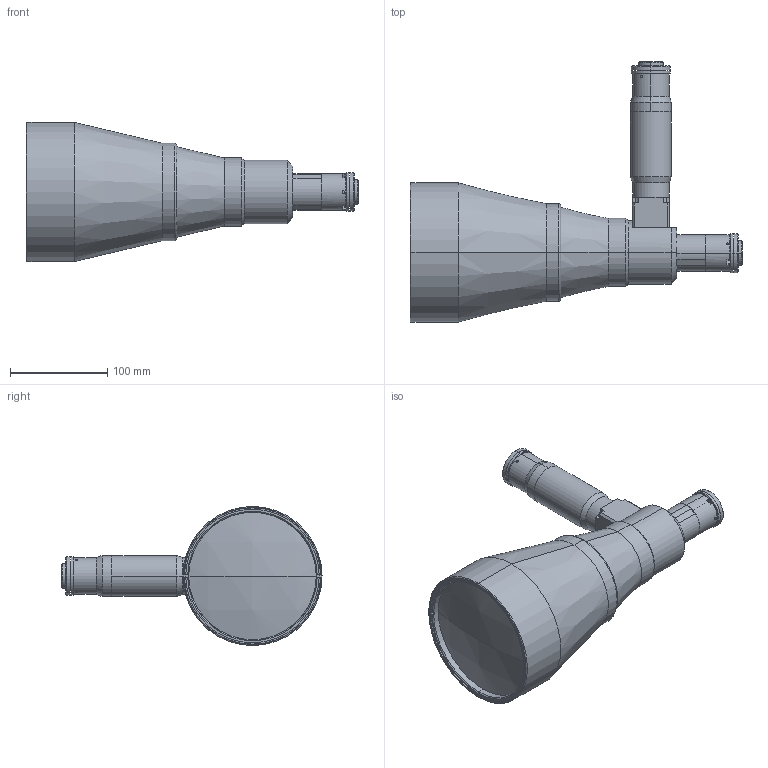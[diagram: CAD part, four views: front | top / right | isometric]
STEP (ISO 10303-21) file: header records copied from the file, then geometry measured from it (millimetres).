
FILE_DESCRIPTION (( 'STEP AP203' ), '1' );
FILE_NAME ('TCDP4X096.STEP', '2012-01-09T08:08:07', ( 'Opto Engineering' ), ( 'Opto Engineering' ), 'SwSTEP 2.0', 'SolidWorks 2011', '' );
FILE_SCHEMA (( 'CONFIG_CONTROL_DESIGN' ));
Length unit declared in the file: millimetre
Products named in the file (1): TCDP4X096
Bounding box: 341.21 x 267.28 x 143 mm (x, y, z)
Surface area: 167485.6 mm2 (no closed solid volume)
Topology: 0 solids, 14 shells, 182 faces, 498 edges, 337 vertices
Faces by surface type: cylinder 83, plane 61, cone 32, torus 4, sphere 2
Entity records: 6389 total; most frequent: CARTESIAN_POINT 1592, DIRECTION 1057, ORIENTED_EDGE 864, EDGE_CURVE 498, AXIS2_PLACEMENT_3D 420, VERTEX_POINT 337, CIRCLE 237, EDGE_LOOP 226
